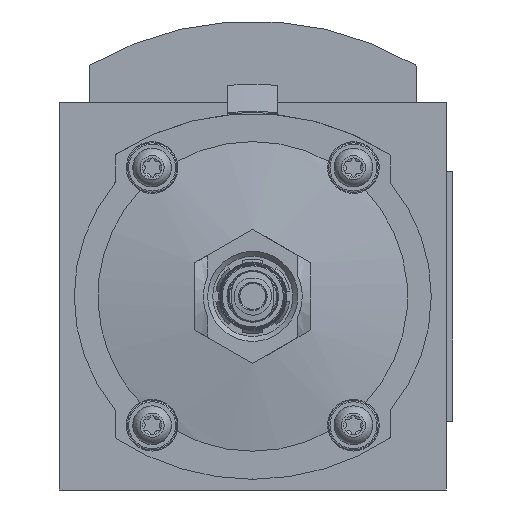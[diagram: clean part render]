
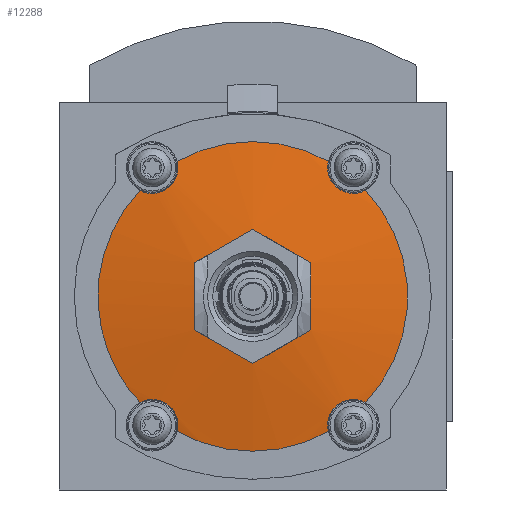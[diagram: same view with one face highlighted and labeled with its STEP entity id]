
A CAD part, front view. The second image highlights one B-rep face of the part: STEP entity #12288.
In plain terms, the highlighted spherical face has radius 160 mm.
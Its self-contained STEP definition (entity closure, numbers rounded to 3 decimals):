
#70=SPHERICAL_SURFACE('',#12921,160.);
#2030=B_SPLINE_CURVE_WITH_KNOTS('',3,(#17470,#17471,#17472,#17473,#17474,
#17475,#17476),.UNSPECIFIED.,.F.,.F.,(4,1,1,1,4),(0.,0.003,
0.007,0.01,0.014),
 .UNSPECIFIED.);
#2031=B_SPLINE_CURVE_WITH_KNOTS('',3,(#17480,#17481,#17482,#17483,#17484,
#17485,#17486),.UNSPECIFIED.,.F.,.F.,(4,1,1,1,4),(0.,0.003,
0.007,0.01,0.014),.UNSPECIFIED.);
#2032=B_SPLINE_CURVE_WITH_KNOTS('',3,(#17490,#17491,#17492,#17493,#17494,
#17495,#17496),.UNSPECIFIED.,.F.,.F.,(4,1,1,1,4),(0.,0.003,
0.007,0.01,0.014),
 .UNSPECIFIED.);
#2033=B_SPLINE_CURVE_WITH_KNOTS('',3,(#17500,#17501,#17502,#17503,#17504,
#17505,#17506),.UNSPECIFIED.,.F.,.F.,(4,1,1,1,4),(0.,0.003,
0.007,0.01,0.014),
 .UNSPECIFIED.);
#2422=ORIENTED_EDGE('',*,*,#4907,.F.);
#2423=ORIENTED_EDGE('',*,*,#4908,.T.);
#2424=ORIENTED_EDGE('',*,*,#4909,.F.);
#2425=ORIENTED_EDGE('',*,*,#4910,.T.);
#2426=ORIENTED_EDGE('',*,*,#4911,.F.);
#2427=ORIENTED_EDGE('',*,*,#4912,.T.);
#2428=ORIENTED_EDGE('',*,*,#4913,.F.);
#2429=ORIENTED_EDGE('',*,*,#4914,.T.);
#2430=ORIENTED_EDGE('',*,*,#4915,.F.);
#2431=ORIENTED_EDGE('',*,*,#4916,.F.);
#2432=ORIENTED_EDGE('',*,*,#4917,.F.);
#2433=ORIENTED_EDGE('',*,*,#4918,.F.);
#2434=ORIENTED_EDGE('',*,*,#4919,.F.);
#2435=ORIENTED_EDGE('',*,*,#4920,.F.);
#4907=EDGE_CURVE('',#6125,#6126,#6860,.T.);
#4908=EDGE_CURVE('',#6125,#6127,#2030,.T.);
#4909=EDGE_CURVE('',#6128,#6127,#6861,.T.);
#4910=EDGE_CURVE('',#6128,#6129,#2031,.T.);
#4911=EDGE_CURVE('',#6130,#6129,#6862,.T.);
#4912=EDGE_CURVE('',#6130,#6131,#2032,.T.);
#4913=EDGE_CURVE('',#6132,#6131,#6863,.T.);
#4914=EDGE_CURVE('',#6132,#6126,#2033,.T.);
#4915=EDGE_CURVE('',#6133,#6134,#6864,.F.);
#4916=EDGE_CURVE('',#6135,#6133,#6865,.F.);
#4917=EDGE_CURVE('',#6136,#6135,#6866,.F.);
#4918=EDGE_CURVE('',#6137,#6136,#6867,.F.);
#4919=EDGE_CURVE('',#6138,#6137,#6868,.F.);
#4920=EDGE_CURVE('',#6134,#6138,#6869,.F.);
#6125=VERTEX_POINT('',#17468);
#6126=VERTEX_POINT('',#17469);
#6127=VERTEX_POINT('',#17477);
#6128=VERTEX_POINT('',#17479);
#6129=VERTEX_POINT('',#17487);
#6130=VERTEX_POINT('',#17489);
#6131=VERTEX_POINT('',#17497);
#6132=VERTEX_POINT('',#17499);
#6133=VERTEX_POINT('',#17508);
#6134=VERTEX_POINT('',#17509);
#6135=VERTEX_POINT('',#17511);
#6136=VERTEX_POINT('',#17513);
#6137=VERTEX_POINT('',#17515);
#6138=VERTEX_POINT('',#17517);
#6860=CIRCLE('',#12922,35.989);
#6861=CIRCLE('',#12923,35.989);
#6862=CIRCLE('',#12924,35.989);
#6863=CIRCLE('',#12925,35.989);
#6864=CIRCLE('',#12926,159.429);
#6865=CIRCLE('',#12927,159.429);
#6866=CIRCLE('',#12928,159.429);
#6867=CIRCLE('',#12929,159.429);
#6868=CIRCLE('',#12930,159.429);
#6869=CIRCLE('',#12931,159.429);
#7313=EDGE_LOOP('',(#2422,#2423,#2424,#2425,#2426,#2427,#2428,#2429));
#7314=EDGE_LOOP('',(#2430,#2431,#2432,#2433,#2434,#2435));
#7985=FACE_BOUND('',#7313,.T.);
#7986=FACE_BOUND('',#7314,.T.);
#12288=ADVANCED_FACE('',(#7985,#7986),#70,.T.);
#12921=AXIS2_PLACEMENT_3D('',#17466,#14175,#14176);
#12922=AXIS2_PLACEMENT_3D('',#17467,#14177,#14178);
#12923=AXIS2_PLACEMENT_3D('',#17478,#14179,#14180);
#12924=AXIS2_PLACEMENT_3D('',#17488,#14181,#14182);
#12925=AXIS2_PLACEMENT_3D('',#17498,#14183,#14184);
#12926=AXIS2_PLACEMENT_3D('',#17507,#14185,#14186);
#12927=AXIS2_PLACEMENT_3D('',#17510,#14187,#14188);
#12928=AXIS2_PLACEMENT_3D('',#17512,#14189,#14190);
#12929=AXIS2_PLACEMENT_3D('',#17514,#14191,#14192);
#12930=AXIS2_PLACEMENT_3D('',#17516,#14193,#14194);
#12931=AXIS2_PLACEMENT_3D('',#17518,#14195,#14196);
#14175=DIRECTION('',(0.,-1.,0.));
#14176=DIRECTION('',(-1.,0.,0.));
#14177=DIRECTION('',(0.,1.,0.));
#14178=DIRECTION('',(0.,0.,1.));
#14179=DIRECTION('',(0.,1.,0.));
#14180=DIRECTION('',(0.,0.,1.));
#14181=DIRECTION('',(0.,1.,0.));
#14182=DIRECTION('',(0.,0.,1.));
#14183=DIRECTION('',(0.,1.,0.));
#14184=DIRECTION('',(0.,0.,1.));
#14185=DIRECTION('',(0.5,0.,0.866));
#14186=DIRECTION('',(0.866,0.,-0.5));
#14187=DIRECTION('',(1.,0.,0.));
#14188=DIRECTION('',(0.,0.,-1.));
#14189=DIRECTION('',(0.5,0.,-0.866));
#14190=DIRECTION('',(-0.866,0.,-0.5));
#14191=DIRECTION('',(-0.5,0.,-0.866));
#14192=DIRECTION('',(-0.866,0.,0.5));
#14193=DIRECTION('',(-1.,0.,0.));
#14194=DIRECTION('',(0.,0.,1.));
#14195=DIRECTION('',(-0.5,0.,0.866));
#14196=DIRECTION('',(0.866,0.,0.5));
#17466=CARTESIAN_POINT('',(0.,-162.6,0.));
#17467=CARTESIAN_POINT('',(0.,-318.5,0.));
#17468=CARTESIAN_POINT('',(26.22,-318.5,24.651));
#17469=CARTESIAN_POINT('',(26.22,-318.5,-24.651));
#17470=CARTESIAN_POINT('',(26.22,-318.5,24.651));
#17471=CARTESIAN_POINT('',(25.208,-318.756,24.111));
#17472=CARTESIAN_POINT('',(22.893,-319.195,23.624));
#17473=CARTESIAN_POINT('',(19.485,-319.453,24.936));
#17474=CARTESIAN_POINT('',(17.386,-319.196,27.922));
#17475=CARTESIAN_POINT('',(17.296,-318.756,30.292));
#17476=CARTESIAN_POINT('',(17.576,-318.5,31.405));
#17477=CARTESIAN_POINT('',(17.576,-318.5,31.405));
#17478=CARTESIAN_POINT('',(0.,-318.5,0.));
#17479=CARTESIAN_POINT('',(-17.576,-318.5,31.405));
#17480=CARTESIAN_POINT('',(-17.576,-318.5,31.405));
#17481=CARTESIAN_POINT('',(-17.296,-318.756,30.292));
#17482=CARTESIAN_POINT('',(-17.384,-319.195,27.929));
#17483=CARTESIAN_POINT('',(-19.481,-319.453,24.939));
#17484=CARTESIAN_POINT('',(-22.886,-319.196,23.624));
#17485=CARTESIAN_POINT('',(-25.208,-318.756,24.111));
#17486=CARTESIAN_POINT('',(-26.22,-318.5,24.651));
#17487=CARTESIAN_POINT('',(-26.22,-318.5,24.651));
#17488=CARTESIAN_POINT('',(0.,-318.5,0.));
#17489=CARTESIAN_POINT('',(-26.22,-318.5,-24.651));
#17490=CARTESIAN_POINT('',(-26.22,-318.5,-24.651));
#17491=CARTESIAN_POINT('',(-25.208,-318.756,-24.111));
#17492=CARTESIAN_POINT('',(-22.893,-319.195,-23.624));
#17493=CARTESIAN_POINT('',(-19.485,-319.453,-24.936));
#17494=CARTESIAN_POINT('',(-17.386,-319.196,-27.922));
#17495=CARTESIAN_POINT('',(-17.296,-318.756,-30.292));
#17496=CARTESIAN_POINT('',(-17.576,-318.5,-31.405));
#17497=CARTESIAN_POINT('',(-17.576,-318.5,-31.405));
#17498=CARTESIAN_POINT('',(0.,-318.5,0.));
#17499=CARTESIAN_POINT('',(17.576,-318.5,-31.405));
#17500=CARTESIAN_POINT('',(17.576,-318.5,-31.405));
#17501=CARTESIAN_POINT('',(17.296,-318.756,-30.292));
#17502=CARTESIAN_POINT('',(17.384,-319.195,-27.929));
#17503=CARTESIAN_POINT('',(19.481,-319.453,-24.939));
#17504=CARTESIAN_POINT('',(22.886,-319.196,-23.624));
#17505=CARTESIAN_POINT('',(25.208,-318.756,-24.111));
#17506=CARTESIAN_POINT('',(26.22,-318.5,-24.651));
#17507=CARTESIAN_POINT('',(6.75,-162.6,11.691));
#17508=CARTESIAN_POINT('',(13.5,-321.839,7.794));
#17509=CARTESIAN_POINT('',(0.,-321.839,15.588));
#17510=CARTESIAN_POINT('',(13.5,-162.6,0.));
#17511=CARTESIAN_POINT('',(13.5,-321.839,-7.794));
#17512=CARTESIAN_POINT('',(6.75,-162.6,-11.691));
#17513=CARTESIAN_POINT('',(0.,-321.839,-15.588));
#17514=CARTESIAN_POINT('',(-6.75,-162.6,-11.691));
#17515=CARTESIAN_POINT('',(-13.5,-321.839,-7.794));
#17516=CARTESIAN_POINT('',(-13.5,-162.6,0.));
#17517=CARTESIAN_POINT('',(-13.5,-321.839,7.794));
#17518=CARTESIAN_POINT('',(-6.75,-162.6,11.691));
